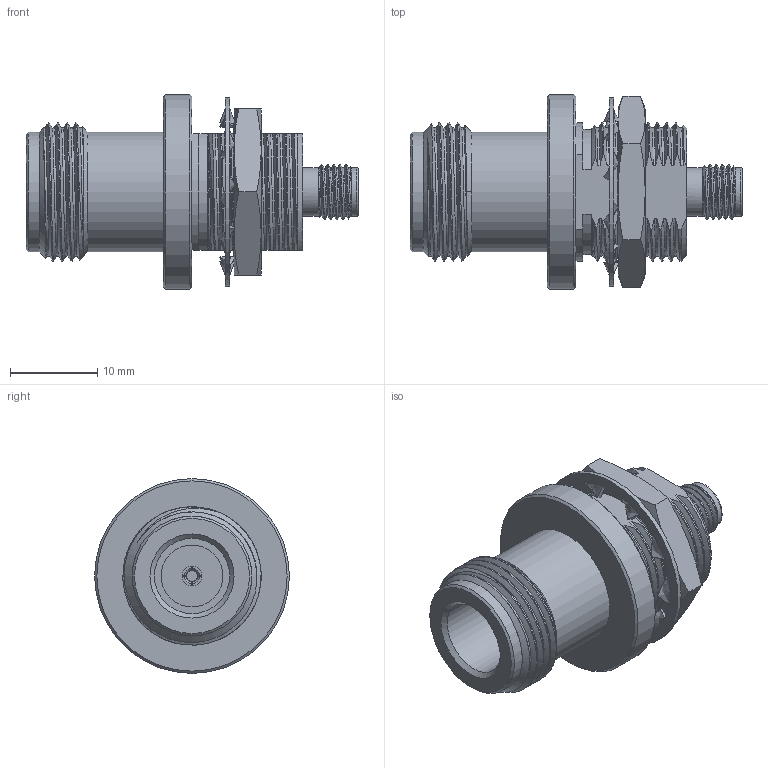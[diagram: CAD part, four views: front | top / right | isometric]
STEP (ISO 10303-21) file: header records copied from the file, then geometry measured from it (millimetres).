
FILE_DESCRIPTION (( 'STEP AP203' ), '1' );
FILE_NAME ('PE9435_3D.step', '2021-05-05T15:00:24', ( '' ), ( '' ), 'SwSTEP 2.0', 'SolidWorks 2020', '' );
FILE_SCHEMA (( 'CONFIG_CONTROL_DESIGN' ));
Length unit declared in the file: inch
Products named in the file (1): PE9435_3D
Bounding box: 38.1 x 22.35 x 22.35 mm (x, y, z)
Volume: 5765.2 mm3; surface area: 4361.5 mm2
Topology: 3 solids, 3 shells, 257 faces, 730 edges, 492 vertices
Faces by surface type: bspline 111, cylinder 59, plane 53, cone 33, torus 1
Full cylindrical faces by diameter (mm): 0.94 x1, 1.194 x1, 1.27 x1, 2.286 x1, 4.572 x1, 5.582 x2, 6.35 x1, 7.112 x1, 8.636 x1, 11.43 x1, 13.716 x2, 21.59 x1, 22.352 x1
Entity records: 33403 total; most frequent: CARTESIAN_POINT 27968, ORIENTED_EDGE 1404, DIRECTION 720, EDGE_CURVE 702, VERTEX_POINT 486, EDGE_LOOP 296, FACE_OUTER_BOUND 273, AXIS2_PLACEMENT_3D 272
